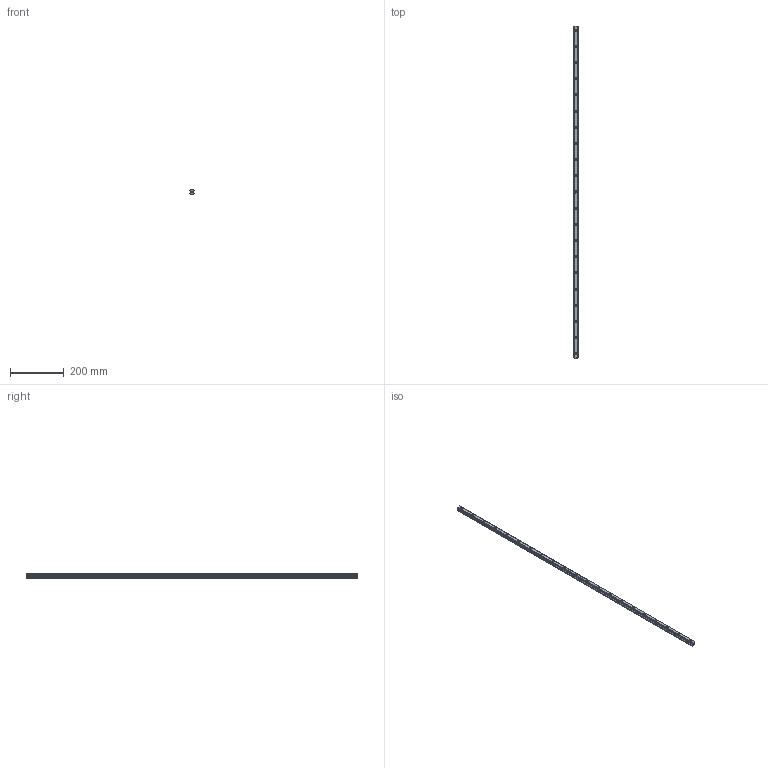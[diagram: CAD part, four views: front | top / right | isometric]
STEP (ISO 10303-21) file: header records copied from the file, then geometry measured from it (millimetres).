
FILE_DESCRIPTION(('STEP AP214'),'1');
FILE_NAME('cctmp_81F0B078-3973-440B-8FF8-CD52BF8CCE3D_2020_5_5_15_7_4_11..stp','2020-05-05T13:07:04',('HIWIN GmbH'),('CADClick - www.CADClick.com'),'Spatial InterOp 3D',' ','unknown authorization');
FILE_SCHEMA(('AUTOMOTIVE_DESIGN'));
Length unit declared in the file: millimetre
Products named in the file (1): HGR15R1230H_FILE
Bounding box: 15 x 1230 x 15 mm (x, y, z)
Volume: 225807.5 mm3; surface area: 82261.2 mm2
Topology: 1 solids, 1 shells, 304 faces, 705 edges, 470 vertices
Faces by surface type: cylinder 152, plane 152
Entity records: 11209 total; most frequent: DIRECTION 1619, CARTESIAN_POINT 1480, ORIENTED_EDGE 1410, EDGE_CURVE 705, AXIS2_PLACEMENT_3D 609, VERTEX_POINT 470, LINE 401, VECTOR 401
